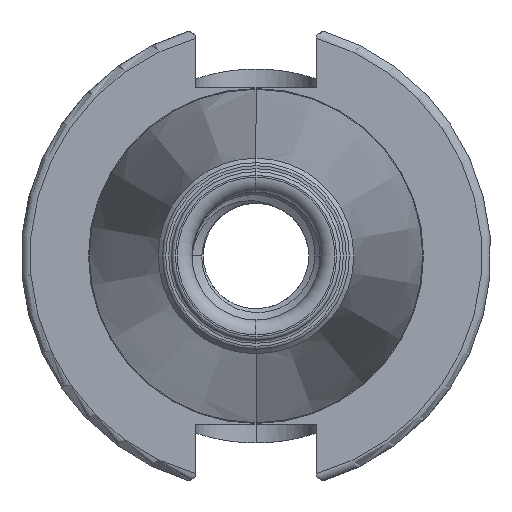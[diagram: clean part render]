
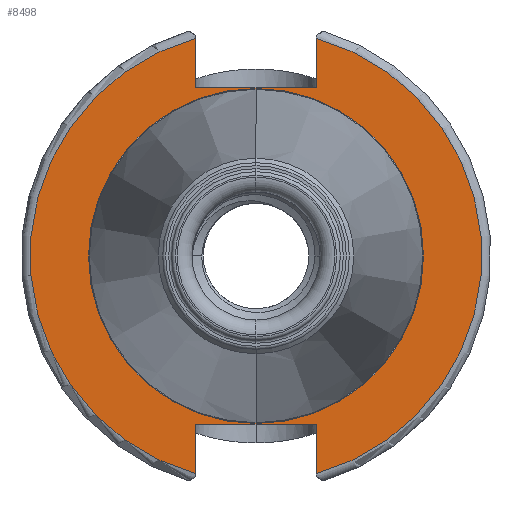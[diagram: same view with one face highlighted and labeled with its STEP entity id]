
A CAD part, left-side view. The second image highlights one B-rep face of the part: STEP entity #8498.
In plain terms, the highlighted planar face has unit normal (-1, 0, 0).
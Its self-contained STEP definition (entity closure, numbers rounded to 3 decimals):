
#1929 = CARTESIAN_POINT ( 'NONE',  ( -5., 0., 0. ) ) ;
#1930 = DIRECTION ( 'NONE',  ( -1., 0., 0. ) ) ;
#1931 = DIRECTION ( 'NONE',  ( 0., 0., 1. ) ) ;
#1957 = CARTESIAN_POINT ( 'NONE',  ( -5., -8.075, -31.4 ) ) ;
#1958 = DIRECTION ( 'NONE',  ( 0., 0., 1. ) ) ;
#2315 = CARTESIAN_POINT ( 'NONE',  ( -5., 8.075, 31.4 ) ) ;
#2408 = DIRECTION ( 'NONE',  ( 0., 0., -1. ) ) ;
#2481 = CARTESIAN_POINT ( 'NONE',  ( -5., -8.075, 22.5 ) ) ;
#2501 = DIRECTION ( 'NONE',  ( 0., -1., 0. ) ) ;
#2597 = CARTESIAN_POINT ( 'NONE',  ( -5., -8.075, -22.5 ) ) ;
#2601 = DIRECTION ( 'NONE',  ( 0., -1., 0. ) ) ;
#2615 = CARTESIAN_POINT ( 'NONE',  ( -5., 8.075, -31.4 ) ) ;
#2620 = DIRECTION ( 'NONE',  ( 0., 0., 1. ) ) ;
#2633 = CARTESIAN_POINT ( 'NONE',  ( -5., 0., 0. ) ) ;
#2649 = DIRECTION ( 'NONE',  ( 0., 0., 1. ) ) ;
#2659 = DIRECTION ( 'NONE',  ( -1., 0., 0. ) ) ;
#2711 = CARTESIAN_POINT ( 'NONE',  ( -5., -8.075, 31.4 ) ) ;
#2752 = DIRECTION ( 'NONE',  ( -1., 0., 0. ) ) ;
#2766 = DIRECTION ( 'NONE',  ( 0., 0., 1. ) ) ;
#2768 = DIRECTION ( 'NONE',  ( 0., 0., -1. ) ) ;
#2770 = CARTESIAN_POINT ( 'NONE',  ( -5., 0., 0. ) ) ;
#3130 = FACE_BOUND ( 'NONE', #20002, .T. ) ;
#3150 = FACE_OUTER_BOUND ( 'NONE', #20040, .T. ) ;
#5865 = DIRECTION ( 'NONE',  ( 1., 0., 0. ) ) ;
#5869 = DIRECTION ( 'NONE',  ( 0., 0., -1. ) ) ;
#5875 = CARTESIAN_POINT ( 'NONE',  ( -5., 22.398, 0. ) ) ;
#5894 = PLANE ( 'NONE',  #11290 ) ;
#8498 = ADVANCED_FACE ( 'NONE', ( #3150, #3130 ), #5894, .F. ) ;
#8961 = DIRECTION ( 'NONE',  ( -1., 0., 0. ) ) ;
#8972 = CARTESIAN_POINT ( 'NONE',  ( -5., 0., 0. ) ) ;
#8978 = DIRECTION ( 'NONE',  ( 0., 0., 1. ) ) ;
#11290 = AXIS2_PLACEMENT_3D ( 'NONE', #5875, #5865, #5869 ) ;
#11351 = AXIS2_PLACEMENT_3D ( 'NONE', #2633, #2659, #2649 ) ;
#11368 = AXIS2_PLACEMENT_3D ( 'NONE', #2770, #2752, #2766 ) ;
#11383 = AXIS2_PLACEMENT_3D ( 'NONE', #1929, #1930, #1931 ) ;
#11446 = AXIS2_PLACEMENT_3D ( 'NONE', #8972, #8961, #8978 ) ;
#12333 = CIRCLE ( 'NONE', #11446, 22.398 ) ;
#12973 = VECTOR ( 'NONE', #2620, 1000. ) ;
#12977 = CIRCLE ( 'NONE', #11351, 30.2 ) ;
#12982 = CIRCLE ( 'NONE', #11368, 22.398 ) ;
#12986 = LINE ( 'NONE', #2711, #12988 ) ;
#12988 = VECTOR ( 'NONE', #2768, 1000. ) ;
#12992 = LINE ( 'NONE', #2315, #13081 ) ;
#12998 = CIRCLE ( 'NONE', #11383, 30.2 ) ;
#13000 = LINE ( 'NONE', #1957, #13040 ) ;
#13002 = LINE ( 'NONE', #2597, #13024 ) ;
#13024 = VECTOR ( 'NONE', #2601, 1000. ) ;
#13040 = VECTOR ( 'NONE', #1958, 1000. ) ;
#13046 = VECTOR ( 'NONE', #2501, 1000. ) ;
#13074 = LINE ( 'NONE', #2615, #12973 ) ;
#13076 = LINE ( 'NONE', #2481, #13046 ) ;
#13081 = VECTOR ( 'NONE', #2408, 1000. ) ;
#14045 = EDGE_CURVE ( 'NONE', #19512, #19561, #12992, .T. ) ;
#14057 = EDGE_CURVE ( 'NONE', #19561, #19552, #13076, .T. ) ;
#14069 = EDGE_CURVE ( 'NONE', #19581, #19547, #12998, .T. ) ;
#14074 = EDGE_CURVE ( 'NONE', #19581, #19511, #13000, .T. ) ;
#14077 = EDGE_CURVE ( 'NONE', #19515, #19577, #13074, .T. ) ;
#14084 = EDGE_CURVE ( 'NONE', #19577, #19511, #13002, .T. ) ;
#14089 = EDGE_CURVE ( 'NONE', #19512, #19515, #12977, .T. ) ;
#14102 = EDGE_CURVE ( 'NONE', #19355, #19428, #12982, .T. ) ;
#14104 = EDGE_CURVE ( 'NONE', #19547, #19552, #12986, .T. ) ;
#14254 = EDGE_CURVE ( 'NONE', #19428, #19355, #12333, .T. ) ;
#15327 = CARTESIAN_POINT ( 'NONE',  ( -5., 0., 22.398 ) ) ;
#15401 = CARTESIAN_POINT ( 'NONE',  ( -5., 0., -22.398 ) ) ;
#15426 = CARTESIAN_POINT ( 'NONE',  ( -5., -8.075, -22.5 ) ) ;
#15450 = CARTESIAN_POINT ( 'NONE',  ( -5., 8.075, 29.1 ) ) ;
#15498 = CARTESIAN_POINT ( 'NONE',  ( -5., 8.075, -29.1 ) ) ;
#15532 = CARTESIAN_POINT ( 'NONE',  ( -5., 8.075, 22.5 ) ) ;
#15549 = CARTESIAN_POINT ( 'NONE',  ( -5., -8.075, 29.1 ) ) ;
#15565 = CARTESIAN_POINT ( 'NONE',  ( -5., 8.075, -22.5 ) ) ;
#15567 = CARTESIAN_POINT ( 'NONE',  ( -5., -8.075, 22.5 ) ) ;
#15574 = CARTESIAN_POINT ( 'NONE',  ( -5., -8.075, -29.1 ) ) ;
#19355 = VERTEX_POINT ( 'NONE', #15327 ) ;
#19428 = VERTEX_POINT ( 'NONE', #15401 ) ;
#19511 = VERTEX_POINT ( 'NONE', #15426 ) ;
#19512 = VERTEX_POINT ( 'NONE', #15450 ) ;
#19515 = VERTEX_POINT ( 'NONE', #15498 ) ;
#19547 = VERTEX_POINT ( 'NONE', #15549 ) ;
#19552 = VERTEX_POINT ( 'NONE', #15567 ) ;
#19561 = VERTEX_POINT ( 'NONE', #15532 ) ;
#19577 = VERTEX_POINT ( 'NONE', #15565 ) ;
#19581 = VERTEX_POINT ( 'NONE', #15574 ) ;
#19806 = ORIENTED_EDGE ( 'NONE', *, *, #14104, .T. ) ;
#19812 = ORIENTED_EDGE ( 'NONE', *, *, #14074, .F. ) ;
#19814 = ORIENTED_EDGE ( 'NONE', *, *, #14057, .F. ) ;
#19822 = ORIENTED_EDGE ( 'NONE', *, *, #14084, .T. ) ;
#19823 = ORIENTED_EDGE ( 'NONE', *, *, #14045, .F. ) ;
#19824 = ORIENTED_EDGE ( 'NONE', *, *, #14254, .F. ) ;
#19828 = ORIENTED_EDGE ( 'NONE', *, *, #14089, .T. ) ;
#19831 = ORIENTED_EDGE ( 'NONE', *, *, #14077, .T. ) ;
#19832 = ORIENTED_EDGE ( 'NONE', *, *, #14102, .F. ) ;
#19838 = ORIENTED_EDGE ( 'NONE', *, *, #14069, .T. ) ;
#20002 = EDGE_LOOP ( 'NONE', ( #19832, #19824 ) ) ;
#20040 = EDGE_LOOP ( 'NONE', ( #19828, #19831, #19822, #19812, #19838, #19806, #19814, #19823 ) ) ;
